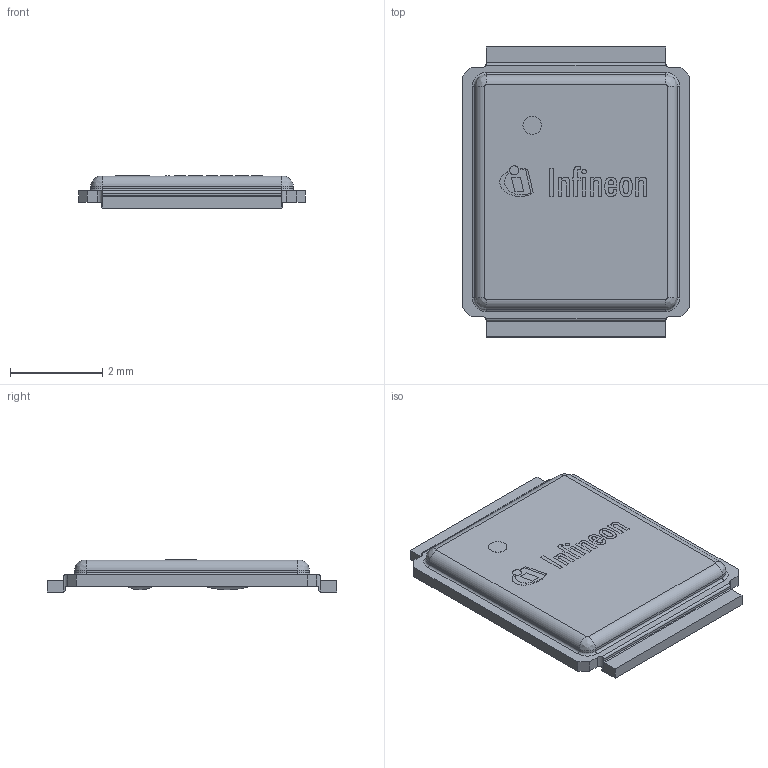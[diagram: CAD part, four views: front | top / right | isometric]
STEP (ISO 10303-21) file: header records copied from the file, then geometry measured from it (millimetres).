
FILE_DESCRIPTION(/* description */ (''),/* implementation_level */ '2;1');
FILE_NAME(/* name */ 'MG-WDSON-2-5_Z8B00150468_V02_3D.stp',/* time_stamp */ '2024-07-10T11:11:57+05:30',/* author */ ('sivamani'),/* organization */ (''),/* preprocessor_version */ 'ST-DEVELOPER v19.2',/* originating_system */ 'AutoCAD Mechanical',/* authorisation */ '');
FILE_SCHEMA (('AUTOMOTIVE_DESIGN { 1 0 10303 214 3 1 1 }'));
Length unit declared in the file: millimetre
Products named in the file (1): Product
Bounding box: 4.92 x 6.3 x 0.7 mm (x, y, z)
Volume: 12.5 mm3; surface area: 112 mm2
Topology: 18 solids, 18 shells, 307 faces, 771 edges, 503 vertices
Faces by surface type: cylinder 160, plane 131, torus 8, bspline 8
Full cylindrical faces by diameter (mm): 0.098 x1, 0.201 x1, 0.4 x2
Entity records: 9588 total; most frequent: CARTESIAN_POINT 1954, DIRECTION 1659, ORIENTED_EDGE 1542, EDGE_CURVE 771, AXIS2_PLACEMENT_3D 608, VERTEX_POINT 503, LINE 443, VECTOR 443
